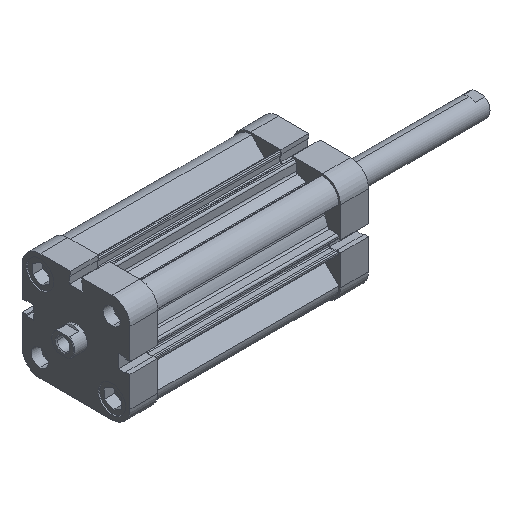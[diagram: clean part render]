
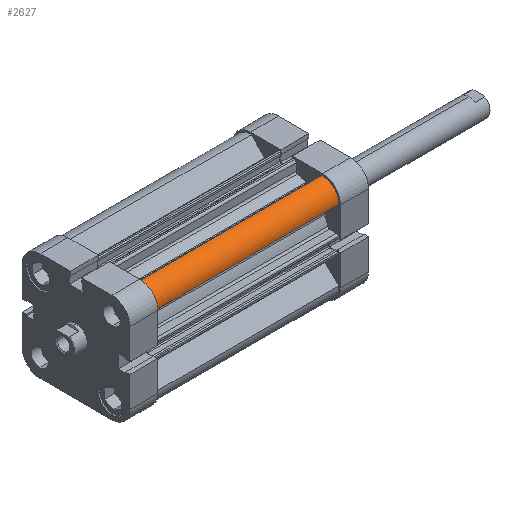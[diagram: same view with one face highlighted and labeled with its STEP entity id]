
A CAD part, isometric view. The second image highlights one B-rep face of the part: STEP entity #2627.
In plain terms, the highlighted cylindrical face has radius 8.5 mm (diameter 17 mm), a partial arc.
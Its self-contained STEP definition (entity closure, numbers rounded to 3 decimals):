
#744 = CARTESIAN_POINT ( 'NONE',  ( 18.654, -27.493, 0. ) ) ;
#774 = CARTESIAN_POINT ( 'NONE',  ( 27.493, -18.654, 0. ) ) ;
#1073 = VERTEX_POINT ( 'NONE', #774 ) ;
#1135 = VERTEX_POINT ( 'NONE', #744 ) ;
#1262 = VERTEX_POINT ( 'NONE', #2840 ) ;
#1289 = VERTEX_POINT ( 'NONE', #2866 ) ;
#1662 = EDGE_LOOP ( 'NONE', ( #6766, #6765, #6764, #6763 ) ) ;
#2292 = FACE_OUTER_BOUND ( 'NONE', #1662, .T. ) ;
#2294 = CYLINDRICAL_SURFACE ( 'NONE', #7641, 8.5 ) ;
#2627 = ADVANCED_FACE ( 'NONE', ( #2292 ), #2294, .T. ) ;
#2840 = CARTESIAN_POINT ( 'NONE',  ( 27.493, -18.654, 96.5 ) ) ;
#2866 = CARTESIAN_POINT ( 'NONE',  ( 18.654, -27.493, 96.5 ) ) ;
#3213 = DIRECTION ( 'NONE',  ( 0., 0., -1. ) ) ;
#3216 = DIRECTION ( 'NONE',  ( -1., 0., 0. ) ) ;
#3224 = CARTESIAN_POINT ( 'NONE',  ( 19., -19., 96.5 ) ) ;
#3986 = CARTESIAN_POINT ( 'NONE',  ( 18.654, -27.493, 96.5 ) ) ;
#3987 = DIRECTION ( 'NONE',  ( 0., 0., -1. ) ) ;
#4026 = CARTESIAN_POINT ( 'NONE',  ( 27.493, -18.654, 96.5 ) ) ;
#4027 = DIRECTION ( 'NONE',  ( 0., 0., -1. ) ) ;
#4284 = LINE ( 'NONE', #3986, #4285 ) ;
#4285 = VECTOR ( 'NONE', #3987, 1000. ) ;
#4310 = VECTOR ( 'NONE', #4027, 1000. ) ;
#4314 = LINE ( 'NONE', #4026, #4310 ) ;
#4434 = CIRCLE ( 'NONE', #7873, 8.5 ) ;
#4548 = CIRCLE ( 'NONE', #7908, 8.5 ) ;
#5560 = CARTESIAN_POINT ( 'NONE',  ( 19., -19., 0. ) ) ;
#5571 = DIRECTION ( 'NONE',  ( 0., 0., 1. ) ) ;
#5572 = DIRECTION ( 'NONE',  ( -1., 0., 0. ) ) ;
#5740 = CARTESIAN_POINT ( 'NONE',  ( 19., -19., 96.5 ) ) ;
#5752 = DIRECTION ( 'NONE',  ( 0., 0., 1. ) ) ;
#5753 = DIRECTION ( 'NONE',  ( -1., 0., 0. ) ) ;
#6763 = ORIENTED_EDGE ( 'NONE', *, *, #7049, .T. ) ;
#6764 = ORIENTED_EDGE ( 'NONE', *, *, #7217, .F. ) ;
#6765 = ORIENTED_EDGE ( 'NONE', *, *, #7068, .F. ) ;
#6766 = ORIENTED_EDGE ( 'NONE', *, *, #7143, .T. ) ;
#7049 = EDGE_CURVE ( 'NONE', #1289, #1135, #4284, .T. ) ;
#7068 = EDGE_CURVE ( 'NONE', #1262, #1073, #4314, .T. ) ;
#7143 = EDGE_CURVE ( 'NONE', #1135, #1073, #4434, .T. ) ;
#7217 = EDGE_CURVE ( 'NONE', #1289, #1262, #4548, .T. ) ;
#7641 = AXIS2_PLACEMENT_3D ( 'NONE', #3224, #3213, #3216 ) ;
#7873 = AXIS2_PLACEMENT_3D ( 'NONE', #5560, #5571, #5572 ) ;
#7908 = AXIS2_PLACEMENT_3D ( 'NONE', #5740, #5752, #5753 ) ;
